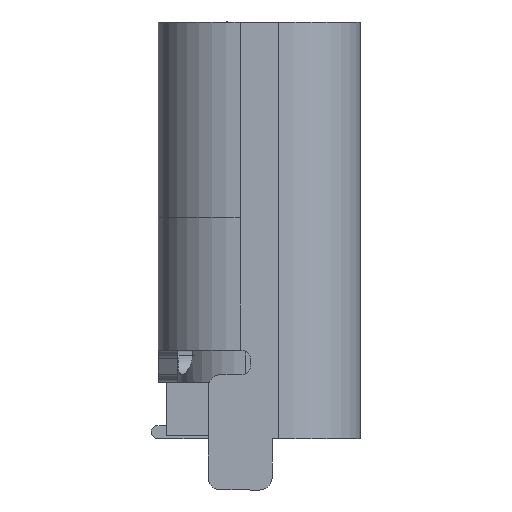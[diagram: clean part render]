
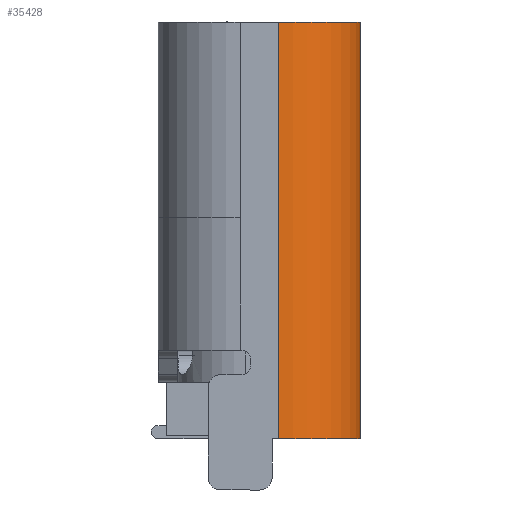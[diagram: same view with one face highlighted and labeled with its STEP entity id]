
A CAD part, left-side view. The second image highlights one B-rep face of the part: STEP entity #35428.
In plain terms, the highlighted cylindrical face has radius 1.28 mm (diameter 2.56 mm), a partial arc.
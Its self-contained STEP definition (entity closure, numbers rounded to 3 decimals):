
#236 = EDGE_CURVE ( 'NONE', #28927, #32518, #17690, .T. ) ;
#3453 = CARTESIAN_POINT ( 'NONE',  ( -3.19, -1.58, 0. ) ) ;
#3738 = ORIENTED_EDGE ( 'NONE', *, *, #28918, .T. ) ;
#4572 = AXIS2_PLACEMENT_3D ( 'NONE', #21512, #8594, #35526 ) ;
#4705 = VERTEX_POINT ( 'NONE', #3453 ) ;
#4829 = DIRECTION ( 'NONE',  ( 0., 0., -1. ) ) ;
#5454 = ORIENTED_EDGE ( 'NONE', *, *, #236, .T. ) ;
#5752 = DIRECTION ( 'NONE',  ( -1., 0., 0. ) ) ;
#6915 = CARTESIAN_POINT ( 'NONE',  ( -3.19, -1.58, 6.5 ) ) ;
#7125 = CARTESIAN_POINT ( 'NONE',  ( -4.47, -0.3, 6.8 ) ) ;
#8594 = DIRECTION ( 'NONE',  ( 0., 0., -1. ) ) ;
#9674 = ORIENTED_EDGE ( 'NONE', *, *, #11865, .F. ) ;
#10859 = VECTOR ( 'NONE', #28250, 1000. ) ;
#11865 = EDGE_CURVE ( 'NONE', #28927, #18635, #19615, .T. ) ;
#14444 = CARTESIAN_POINT ( 'NONE',  ( -4.47, -0.3, 0. ) ) ;
#14802 = EDGE_LOOP ( 'NONE', ( #3738, #9674, #5454, #39440 ) ) ;
#16289 = VECTOR ( 'NONE', #35887, 1000. ) ;
#17690 = LINE ( 'NONE', #7125, #10859 ) ;
#18635 = VERTEX_POINT ( 'NONE', #6915 ) ;
#19026 = AXIS2_PLACEMENT_3D ( 'NONE', #43008, #4829, #36553 ) ;
#19615 = CIRCLE ( 'NONE', #45240, 1.28 ) ;
#21512 = CARTESIAN_POINT ( 'NONE',  ( -3.19, -0.3, 0. ) ) ;
#27552 = DIRECTION ( 'NONE',  ( 0., 0., 1. ) ) ;
#28250 = DIRECTION ( 'NONE',  ( 0., 0., -1. ) ) ;
#28918 = EDGE_CURVE ( 'NONE', #4705, #18635, #31932, .T. ) ;
#28927 = VERTEX_POINT ( 'NONE', #43013 ) ;
#28984 = CYLINDRICAL_SURFACE ( 'NONE', #19026, 1.28 ) ;
#30305 = CARTESIAN_POINT ( 'NONE',  ( -3.19, -0.3, 6.5 ) ) ;
#31932 = LINE ( 'NONE', #42799, #16289 ) ;
#32518 = VERTEX_POINT ( 'NONE', #14444 ) ;
#34764 = CIRCLE ( 'NONE', #4572, 1.28 ) ;
#35428 = ADVANCED_FACE ( 'NONE', ( #36314 ), #28984, .T. ) ;
#35526 = DIRECTION ( 'NONE',  ( 0., -1., 0. ) ) ;
#35887 = DIRECTION ( 'NONE',  ( 0., 0., 1. ) ) ;
#36314 = FACE_OUTER_BOUND ( 'NONE', #14802, .T. ) ;
#36553 = DIRECTION ( 'NONE',  ( 1., 0., 0. ) ) ;
#37875 = EDGE_CURVE ( 'NONE', #4705, #32518, #34764, .T. ) ;
#39440 = ORIENTED_EDGE ( 'NONE', *, *, #37875, .F. ) ;
#42799 = CARTESIAN_POINT ( 'NONE',  ( -3.19, -1.58, 0. ) ) ;
#43008 = CARTESIAN_POINT ( 'NONE',  ( -3.19, -0.3, 6.5 ) ) ;
#43013 = CARTESIAN_POINT ( 'NONE',  ( -4.47, -0.3, 6.5 ) ) ;
#45240 = AXIS2_PLACEMENT_3D ( 'NONE', #30305, #27552, #5752 ) ;
